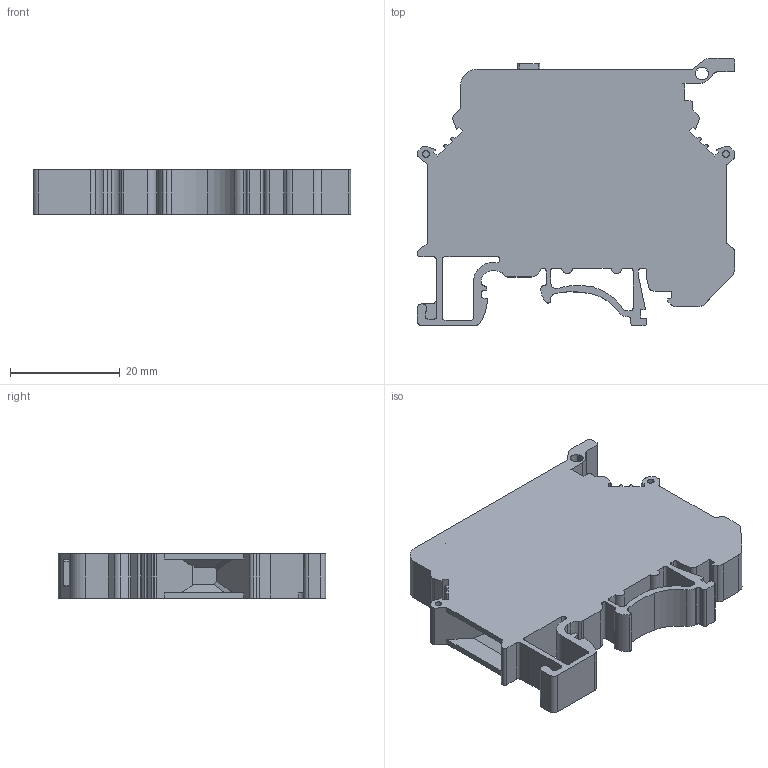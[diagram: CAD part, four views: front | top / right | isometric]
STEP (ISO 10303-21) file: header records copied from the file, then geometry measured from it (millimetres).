
FILE_DESCRIPTION(/* description */ (''),/* implementation_level */ '2;1');
FILE_NAME(/* name */ '553717-MTU-4F.stp',/* time_stamp */ '2024-08-09T08:47:27+08:00',/* author */ (''),/* organization */ (''),/* preprocessor_version */ 'ST-DEVELOPER v16.7',/* originating_system */ 'SIEMENS PLM Software NX 12.0',/* authorisation */ '');
FILE_SCHEMA (('AUTOMOTIVE_DESIGN { 1 0 10303 214 3 1 1 1 }'));
Length unit declared in the file: millimetre
Products named in the file (1): 553717-MTU-4F
Bounding box: 58 x 48.8 x 8.2 mm (x, y, z)
Volume: 15413.1 mm3; surface area: 8075.3 mm2
Topology: 1 solids, 38 shells, 604 faces, 1537 edges, 1024 vertices
Faces by surface type: plane 389, cylinder 111, extrusion 86, torus 9, cone 9
Full cylindrical faces by diameter (mm): 1.2 x3, 2.3 x2, 2.65 x2, 3.8 x2, 4 x1, 4.2 x3
Entity records: 19813 total; most frequent: CARTESIAN_POINT 5525, ORIENTED_EDGE 3006, DIRECTION 2667, EDGE_CURVE 1503, VECTOR 1155, LINE 1069, VERTEX_POINT 1010, AXIS2_PLACEMENT_3D 756
